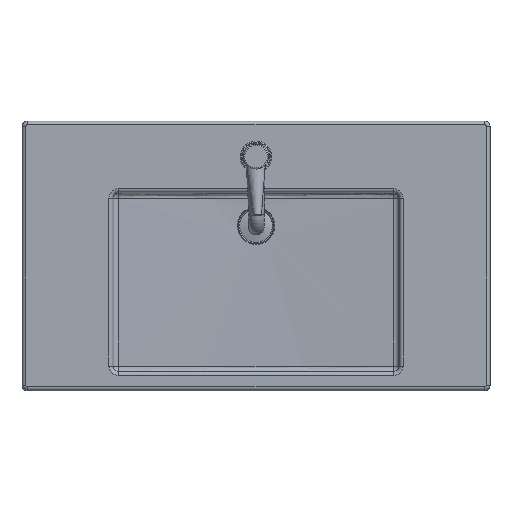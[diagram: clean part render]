
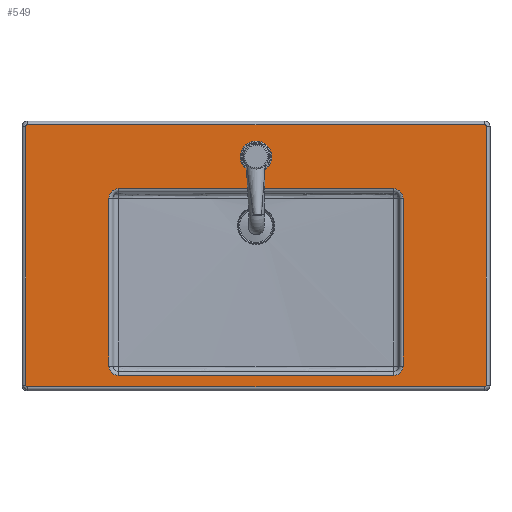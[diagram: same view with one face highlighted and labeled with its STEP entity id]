
A CAD part, top view. The second image highlights one B-rep face of the part: STEP entity #549.
In plain terms, the highlighted planar face has unit normal (0, 0, 1).
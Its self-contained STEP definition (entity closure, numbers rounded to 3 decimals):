
#88=CARTESIAN_POINT('',(630.673,-1.001,130.0));
#89=VERTEX_POINT('',#88);
#107=CARTESIAN_POINT('',(130.673,-1.001,130.0));
#108=VERTEX_POINT('',#107);
#116=CARTESIAN_POINT('',(130.673,-1.001,130.0));
#117=DIRECTION('',(1.0,0.0,0.0));
#118=VECTOR('',#117,500.);
#119=LINE('',#116,#118);
#120=EDGE_CURVE('',#108,#89,#119,.T.);
#130=CARTESIAN_POINT('',(647.673,15.999,130.0));
#131=VERTEX_POINT('',#130);
#149=CARTESIAN_POINT('',(630.673,15.999,130.0));
#150=DIRECTION('',(0.0,0.0,1.));
#151=DIRECTION('',(0.707,-0.707,0.0));
#152=AXIS2_PLACEMENT_3D('',#149,#150,#151);
#153=CIRCLE('',#152,17.0);
#154=EDGE_CURVE('',#89,#131,#153,.T.);
#166=CARTESIAN_POINT('',(113.673,15.999,130.0));
#167=VERTEX_POINT('',#166);
#175=CARTESIAN_POINT('',(130.673,15.999,130.0));
#176=DIRECTION('',(0.0,0.0,1.0));
#177=DIRECTION('',(-0.707,-0.707,0.0));
#178=AXIS2_PLACEMENT_3D('',#175,#176,#177);
#179=CIRCLE('',#178,17.);
#180=EDGE_CURVE('',#167,#108,#179,.T.);
#198=CARTESIAN_POINT('',(647.673,320.999,130.0));
#199=VERTEX_POINT('',#198);
#216=CARTESIAN_POINT('',(647.673,15.999,130.0));
#217=DIRECTION('',(0.0,1.0,0.0));
#218=VECTOR('',#217,305.);
#219=LINE('',#216,#218);
#220=EDGE_CURVE('',#131,#199,#219,.T.);
#232=CARTESIAN_POINT('',(113.673,320.999,130.0));
#233=VERTEX_POINT('',#232);
#241=CARTESIAN_POINT('',(113.673,320.999,130.0));
#242=DIRECTION('',(0.0,-1.0,0.0));
#243=VECTOR('',#242,305.0);
#244=LINE('',#241,#243);
#245=EDGE_CURVE('',#233,#167,#244,.T.);
#262=CARTESIAN_POINT('',(630.673,337.999,130.0));
#263=VERTEX_POINT('',#262);
#281=CARTESIAN_POINT('',(630.673,320.999,130.0));
#282=DIRECTION('',(0.0,0.0,1.));
#283=DIRECTION('',(0.707,0.707,0.0));
#284=AXIS2_PLACEMENT_3D('',#281,#282,#283);
#285=CIRCLE('',#284,17.0);
#286=EDGE_CURVE('',#199,#263,#285,.T.);
#298=CARTESIAN_POINT('',(130.673,337.999,130.0));
#299=VERTEX_POINT('',#298);
#307=CARTESIAN_POINT('',(130.673,320.999,130.0));
#308=DIRECTION('',(0.0,0.0,1.));
#309=DIRECTION('',(-0.707,0.707,0.0));
#310=AXIS2_PLACEMENT_3D('',#307,#308,#309);
#311=CIRCLE('',#310,17.0);
#312=EDGE_CURVE('',#299,#233,#311,.T.);
#331=CARTESIAN_POINT('',(630.673,337.999,130.0));
#332=DIRECTION('',(-1.0,0.0,0.0));
#333=VECTOR('',#332,500.);
#334=LINE('',#331,#333);
#335=EDGE_CURVE('',#263,#299,#334,.T.);
#453=CARTESIAN_POINT('',(380.673,215.999,130.0));
#454=DIRECTION('',(0.0,0.0,1.0));
#455=DIRECTION('',(1.0,0.0,0.0));
#456=AXIS2_PLACEMENT_3D('',#453,#454,#455);
#457=PLANE('',#456);
#458=CARTESIAN_POINT('',(795.673,-22.001,130.0));
#459=VERTEX_POINT('',#458);
#460=CARTESIAN_POINT('',(-34.327,-22.001,130.0));
#461=VERTEX_POINT('',#460);
#462=CARTESIAN_POINT('',(795.673,-22.001,130.0));
#463=DIRECTION('',(-1.0,0.0,0.0));
#464=VECTOR('',#463,830.);
#465=LINE('',#462,#464);
#466=EDGE_CURVE('',#459,#461,#465,.T.);
#467=ORIENTED_EDGE('',*,*,#466,.F.);
#468=CARTESIAN_POINT('',(798.673,-19.001,130.0));
#469=VERTEX_POINT('',#468);
#470=CARTESIAN_POINT('',(795.673,-19.001,130.0));
#471=DIRECTION('',(0.0,0.0,-1.));
#472=DIRECTION('',(0.707,-0.707,0.0));
#473=AXIS2_PLACEMENT_3D('',#470,#471,#472);
#474=CIRCLE('',#473,3.);
#475=EDGE_CURVE('',#469,#459,#474,.T.);
#476=ORIENTED_EDGE('',*,*,#475,.F.);
#477=CARTESIAN_POINT('',(798.673,450.999,130.0));
#478=VERTEX_POINT('',#477);
#479=CARTESIAN_POINT('',(798.673,450.999,130.0));
#480=DIRECTION('',(0.0,-1.0,0.0));
#481=VECTOR('',#480,470.);
#482=LINE('',#479,#481);
#483=EDGE_CURVE('',#478,#469,#482,.T.);
#484=ORIENTED_EDGE('',*,*,#483,.F.);
#485=CARTESIAN_POINT('',(795.673,453.999,130.0));
#486=VERTEX_POINT('',#485);
#487=CARTESIAN_POINT('',(795.673,450.999,130.0));
#488=DIRECTION('',(0.0,0.0,-1.));
#489=DIRECTION('',(0.707,0.707,0.0));
#490=AXIS2_PLACEMENT_3D('',#487,#488,#489);
#491=CIRCLE('',#490,3.);
#492=EDGE_CURVE('',#486,#478,#491,.T.);
#493=ORIENTED_EDGE('',*,*,#492,.F.);
#494=CARTESIAN_POINT('',(-34.327,453.999,130.0));
#495=VERTEX_POINT('',#494);
#496=CARTESIAN_POINT('',(-34.327,453.999,130.0));
#497=DIRECTION('',(1.0,0.0,0.0));
#498=VECTOR('',#497,830.);
#499=LINE('',#496,#498);
#500=EDGE_CURVE('',#495,#486,#499,.T.);
#501=ORIENTED_EDGE('',*,*,#500,.F.);
#502=CARTESIAN_POINT('',(-37.327,450.999,130.0));
#503=VERTEX_POINT('',#502);
#504=CARTESIAN_POINT('',(-34.327,450.999,130.0));
#505=DIRECTION('',(0.0,0.0,-1.0));
#506=DIRECTION('',(-0.707,0.707,0.0));
#507=AXIS2_PLACEMENT_3D('',#504,#505,#506);
#508=CIRCLE('',#507,3.);
#509=EDGE_CURVE('',#503,#495,#508,.T.);
#510=ORIENTED_EDGE('',*,*,#509,.F.);
#511=CARTESIAN_POINT('',(-37.327,-19.001,130.0));
#512=VERTEX_POINT('',#511);
#513=CARTESIAN_POINT('',(-37.327,-19.001,130.0));
#514=DIRECTION('',(0.0,1.0,0.0));
#515=VECTOR('',#514,470.);
#516=LINE('',#513,#515);
#517=EDGE_CURVE('',#512,#503,#516,.T.);
#518=ORIENTED_EDGE('',*,*,#517,.F.);
#519=CARTESIAN_POINT('',(-34.327,-19.001,130.0));
#520=DIRECTION('',(0.0,0.0,-1.0));
#521=DIRECTION('',(-0.707,-0.707,0.0));
#522=AXIS2_PLACEMENT_3D('',#519,#520,#521);
#523=CIRCLE('',#522,3.);
#524=EDGE_CURVE('',#461,#512,#523,.T.);
#525=ORIENTED_EDGE('',*,*,#524,.F.);
#526=EDGE_LOOP('',(#467,#476,#484,#493,#501,#510,#518,#525));
#527=FACE_OUTER_BOUND('',#526,.T.);
#528=CARTESIAN_POINT('',(401.173,395.999,130.0));
#529=VERTEX_POINT('',#528);
#530=CARTESIAN_POINT('',(380.673,395.999,130.0));
#531=DIRECTION('',(0.0,0.0,1.0));
#532=DIRECTION('',(-1.0,0.0,0.0));
#533=AXIS2_PLACEMENT_3D('',#530,#531,#532);
#534=CIRCLE('',#533,20.5);
#535=EDGE_CURVE('',#529,#529,#534,.T.);
#536=ORIENTED_EDGE('',*,*,#535,.F.);
#537=EDGE_LOOP('',(#536));
#538=FACE_BOUND('',#537,.T.);
#539=ORIENTED_EDGE('',*,*,#120,.F.);
#540=ORIENTED_EDGE('',*,*,#180,.F.);
#541=ORIENTED_EDGE('',*,*,#245,.F.);
#542=ORIENTED_EDGE('',*,*,#312,.F.);
#543=ORIENTED_EDGE('',*,*,#335,.F.);
#544=ORIENTED_EDGE('',*,*,#286,.F.);
#545=ORIENTED_EDGE('',*,*,#220,.F.);
#546=ORIENTED_EDGE('',*,*,#154,.F.);
#547=EDGE_LOOP('',(#539,#540,#541,#542,#543,#544,#545,#546));
#548=FACE_BOUND('',#547,.T.);
#549=ADVANCED_FACE('',(#527,#538,#548),#457,.T.);
